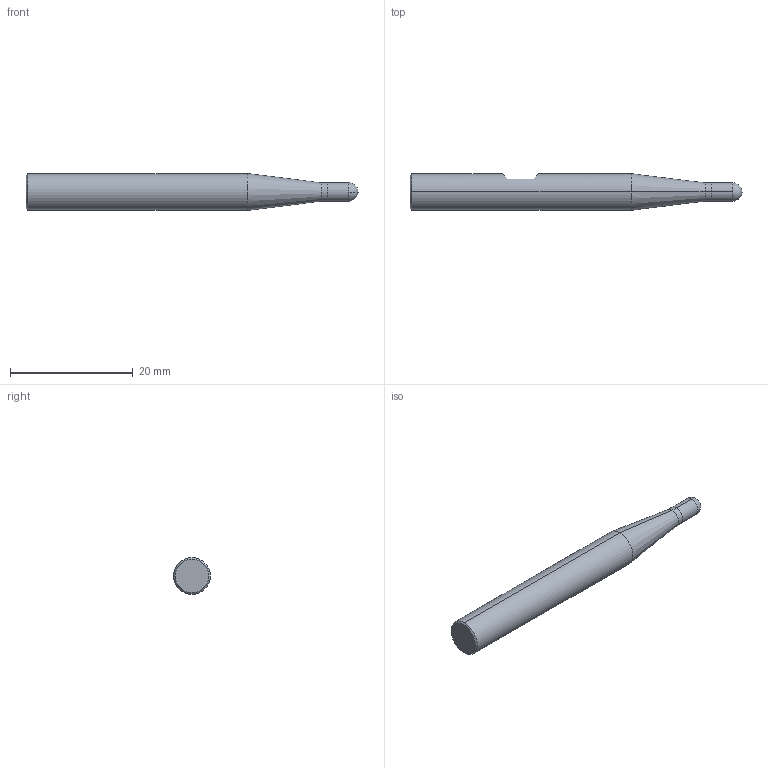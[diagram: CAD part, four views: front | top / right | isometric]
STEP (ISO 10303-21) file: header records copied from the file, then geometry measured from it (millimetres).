
FILE_DESCRIPTION((''),'2;1');
FILE_NAME('5303203215_ASM','2023-11-21T11:22:56',('schmidtst'),(''),'CREO PARAMETRIC BY PTC INC, 2021164','CREO PARAMETRIC BY PTC INC, 2021164','');
FILE_SCHEMA(('AP242_MANAGED_MODEL_BASED_3D_ENGINEERING_MIM_LF { 1 0 10303 442 1 1 4 }'));
Length unit declared in the file: millimetre
Products named in the file (3): 5303203215NC; 5303203215C; 5303203215_ASM
Assembly tree (2 placements, depth 2):
  5303203215_ASM
    5303203215NC
    5303203215C
Bounding box: 54 x 6 x 6 mm (x, y, z)
Volume: 1240.9 mm3; surface area: 945.4 mm2
Topology: 2 solids, 2 shells, 18 faces, 38 edges, 24 vertices
Faces by surface type: plane 6, cylinder 6, cone 4, sphere 2
Entity records: 1315 total; most frequent: DIRECTION 169, CARTESIAN_POINT 141, AXIS2_PLACEMENT_3D 72, ORIENTED_EDGE 68, PROPERTY_DEFINITION 67, REPRESENTATION 63, PROPERTY_DEFINITION_REPRESENTATION 63, PRESENTATION_STYLE_ASSIGNMENT 59
